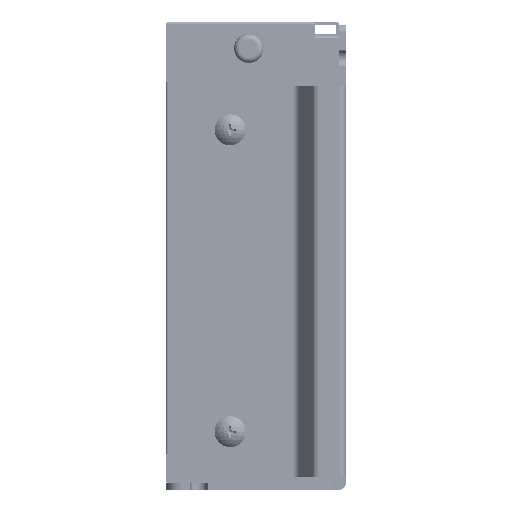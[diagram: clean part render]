
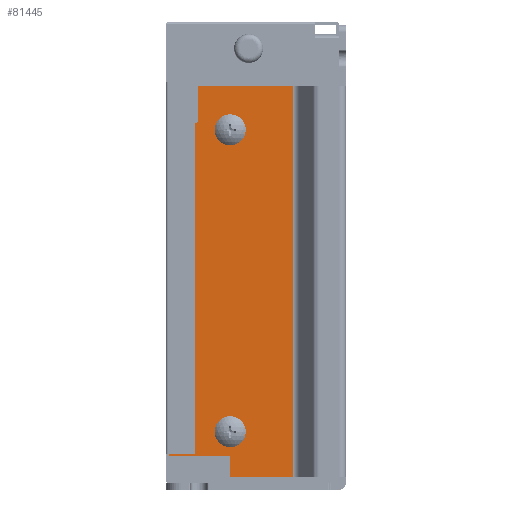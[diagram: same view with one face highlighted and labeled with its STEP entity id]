
A CAD part, front view. The second image highlights one B-rep face of the part: STEP entity #81445.
In plain terms, the highlighted planar face has unit normal (0, -1, 0).
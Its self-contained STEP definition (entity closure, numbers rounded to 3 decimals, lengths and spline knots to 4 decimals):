
#3833=FACE_BOUND('',#12867,.T.);
#3834=FACE_BOUND('',#12868,.T.);
#5658=CIRCLE('',#86933,0.06);
#5659=CIRCLE('',#86935,0.06);
#5660=CIRCLE('',#86937,0.0125);
#5661=CIRCLE('',#86940,0.0125);
#5662=CIRCLE('',#86943,0.0125);
#5663=CIRCLE('',#86946,0.0125);
#5664=CIRCLE('',#86950,0.0125);
#5665=CIRCLE('',#86952,0.0125);
#7806=FACE_OUTER_BOUND('',#12866,.T.);
#12866=EDGE_LOOP('',(#53753,#53754,#53755,#53756,#53757,#53758,#53759,#53760,
#53761,#53762,#53763,#53764,#53765,#53766));
#12867=EDGE_LOOP('',(#53767));
#12868=EDGE_LOOP('',(#53768));
#19876=LINE('',#114005,#27071);
#19880=LINE('',#114015,#27075);
#19883=LINE('',#114023,#27078);
#19886=LINE('',#114032,#27081);
#19888=LINE('',#114036,#27083);
#19890=LINE('',#114047,#27085);
#19892=LINE('',#114052,#27087);
#19893=LINE('',#114053,#27088);
#27071=VECTOR('',#94133,0.3937);
#27075=VECTOR('',#94143,0.3937);
#27078=VECTOR('',#94152,0.3937);
#27081=VECTOR('',#94161,0.3937);
#27083=VECTOR('',#94165,0.3937);
#27085=VECTOR('',#94179,0.3937);
#27087=VECTOR('',#94185,0.3937);
#27088=VECTOR('',#94186,0.3937);
#34162=VERTEX_POINT('',#113991);
#34163=VERTEX_POINT('',#113994);
#34164=VERTEX_POINT('',#113997);
#34165=VERTEX_POINT('',#113998);
#34166=VERTEX_POINT('',#114003);
#34167=VERTEX_POINT('',#114007);
#34168=VERTEX_POINT('',#114009);
#34169=VERTEX_POINT('',#114013);
#34170=VERTEX_POINT('',#114017);
#34171=VERTEX_POINT('',#114021);
#34172=VERTEX_POINT('',#114025);
#34173=VERTEX_POINT('',#114027);
#34174=VERTEX_POINT('',#114031);
#34175=VERTEX_POINT('',#114035);
#34177=VERTEX_POINT('',#114044);
#34178=VERTEX_POINT('',#114046);
#42141=EDGE_CURVE('',#34162,#34162,#5658,.T.);
#42142=EDGE_CURVE('',#34163,#34163,#5659,.T.);
#42143=EDGE_CURVE('',#34164,#34165,#5660,.T.);
#42147=EDGE_CURVE('',#34164,#34166,#19876,.T.);
#42149=EDGE_CURVE('',#34167,#34168,#5661,.T.);
#42152=EDGE_CURVE('',#34167,#34169,#19880,.T.);
#42153=EDGE_CURVE('',#34170,#34169,#5662,.T.);
#42156=EDGE_CURVE('',#34170,#34171,#19883,.T.);
#42158=EDGE_CURVE('',#34172,#34173,#5663,.T.);
#42160=EDGE_CURVE('',#34174,#34173,#19886,.T.);
#42162=EDGE_CURVE('',#34175,#34168,#19888,.T.);
#42164=EDGE_CURVE('',#34166,#34175,#5664,.T.);
#42165=EDGE_CURVE('',#34171,#34174,#5665,.T.);
#42167=EDGE_CURVE('',#34177,#34178,#19890,.T.);
#42170=EDGE_CURVE('',#34178,#34172,#19892,.T.);
#42171=EDGE_CURVE('',#34165,#34177,#19893,.T.);
#53753=ORIENTED_EDGE('',*,*,#42143,.F.);
#53754=ORIENTED_EDGE('',*,*,#42147,.T.);
#53755=ORIENTED_EDGE('',*,*,#42164,.T.);
#53756=ORIENTED_EDGE('',*,*,#42162,.T.);
#53757=ORIENTED_EDGE('',*,*,#42149,.F.);
#53758=ORIENTED_EDGE('',*,*,#42152,.T.);
#53759=ORIENTED_EDGE('',*,*,#42153,.F.);
#53760=ORIENTED_EDGE('',*,*,#42156,.T.);
#53761=ORIENTED_EDGE('',*,*,#42165,.T.);
#53762=ORIENTED_EDGE('',*,*,#42160,.T.);
#53763=ORIENTED_EDGE('',*,*,#42158,.F.);
#53764=ORIENTED_EDGE('',*,*,#42170,.F.);
#53765=ORIENTED_EDGE('',*,*,#42167,.F.);
#53766=ORIENTED_EDGE('',*,*,#42171,.F.);
#53767=ORIENTED_EDGE('',*,*,#42141,.T.);
#53768=ORIENTED_EDGE('',*,*,#42142,.T.);
#74600=PLANE('',#86956);
#81445=ADVANCED_FACE('',(#7806,#3833,#3834),#74600,.T.);
#86933=AXIS2_PLACEMENT_3D('',#113992,#94118,#94119);
#86935=AXIS2_PLACEMENT_3D('',#113995,#94122,#94123);
#86937=AXIS2_PLACEMENT_3D('',#113999,#94126,#94127);
#86940=AXIS2_PLACEMENT_3D('',#114010,#94137,#94138);
#86943=AXIS2_PLACEMENT_3D('',#114018,#94146,#94147);
#86946=AXIS2_PLACEMENT_3D('',#114028,#94156,#94157);
#86950=AXIS2_PLACEMENT_3D('',#114039,#94169,#94170);
#86952=AXIS2_PLACEMENT_3D('',#114041,#94173,#94174);
#86956=AXIS2_PLACEMENT_3D('',#114051,#94183,#94184);
#94118=DIRECTION('center_axis',(0.,1.,0.));
#94119=DIRECTION('ref_axis',(-1.,0.,0.));
#94122=DIRECTION('center_axis',(0.,1.,0.));
#94123=DIRECTION('ref_axis',(-1.,0.,0.));
#94126=DIRECTION('center_axis',(0.,1.,0.));
#94127=DIRECTION('ref_axis',(-0.707,0.,0.707));
#94133=DIRECTION('',(0.,0.,-1.));
#94137=DIRECTION('center_axis',(0.,1.,0.));
#94138=DIRECTION('ref_axis',(-0.707,0.,0.707));
#94143=DIRECTION('',(0.,0.,-1.));
#94146=DIRECTION('center_axis',(0.,1.,0.));
#94147=DIRECTION('ref_axis',(-0.707,0.,-0.707));
#94152=DIRECTION('',(1.,0.,0.));
#94156=DIRECTION('center_axis',(0.,1.,0.));
#94157=DIRECTION('ref_axis',(-0.707,0.,-0.707));
#94161=DIRECTION('',(0.,0.,-1.));
#94165=DIRECTION('',(-1.,0.,0.));
#94169=DIRECTION('center_axis',(0.,1.,0.));
#94170=DIRECTION('ref_axis',(0.,0.,-1.));
#94173=DIRECTION('center_axis',(0.,1.,0.));
#94174=DIRECTION('ref_axis',(1.,0.,0.));
#94179=DIRECTION('',(0.,0.,-1.));
#94183=DIRECTION('center_axis',(0.,-1.,0.));
#94184=DIRECTION('ref_axis',(-1.,0.,0.));
#94185=DIRECTION('',(-1.,0.,0.));
#94186=DIRECTION('',(1.,0.,0.));
#113991=CARTESIAN_POINT('',(-0.9,-7.613,-3.37));
#113992=CARTESIAN_POINT('Origin',(-0.96,-7.613,-3.37));
#113994=CARTESIAN_POINT('',(-0.9,-7.613,-0.87));
#113995=CARTESIAN_POINT('Origin',(-0.96,-7.613,-0.87));
#113997=CARTESIAN_POINT('',(-1.23,-7.613,-0.5225));
#113998=CARTESIAN_POINT('',(-1.2175,-7.613,-0.51));
#113999=CARTESIAN_POINT('Origin',(-1.2175,-7.613,-0.5225));
#114003=CARTESIAN_POINT('',(-1.23,-7.613,-0.8025));
#114005=CARTESIAN_POINT('',(-1.23,-7.613,-0.51));
#114007=CARTESIAN_POINT('',(-1.465,-7.613,-0.8275));
#114009=CARTESIAN_POINT('',(-1.4525,-7.613,-0.815));
#114010=CARTESIAN_POINT('Origin',(-1.4525,-7.613,-0.8275));
#114013=CARTESIAN_POINT('',(-1.465,-7.613,-3.5605));
#114015=CARTESIAN_POINT('',(-1.465,-7.613,-0.51));
#114017=CARTESIAN_POINT('',(-1.4525,-7.613,-3.573));
#114018=CARTESIAN_POINT('Origin',(-1.4525,-7.613,-3.5605));
#114021=CARTESIAN_POINT('',(-0.9725,-7.613,-3.573));
#114023=CARTESIAN_POINT('',(-0.937,-7.613,-3.573));
#114025=CARTESIAN_POINT('',(-0.9475,-7.613,-3.748));
#114027=CARTESIAN_POINT('',(-0.96,-7.613,-3.7355));
#114028=CARTESIAN_POINT('Origin',(-0.9475,-7.613,-3.7355));
#114031=CARTESIAN_POINT('',(-0.96,-7.613,-3.5855));
#114032=CARTESIAN_POINT('',(-0.96,-7.613,-2.0478));
#114035=CARTESIAN_POINT('',(-1.2425,-7.613,-0.815));
#114036=CARTESIAN_POINT('',(-0.8258,-7.613,-0.815));
#114039=CARTESIAN_POINT('Origin',(-1.2425,-7.613,-0.8025));
#114041=CARTESIAN_POINT('Origin',(-0.9725,-7.613,-3.5855));
#114044=CARTESIAN_POINT('',(-0.4401,-7.613,-0.51));
#114046=CARTESIAN_POINT('',(-0.4401,-7.613,-3.748));
#114047=CARTESIAN_POINT('',(-0.4401,-7.613,-0.51));
#114051=CARTESIAN_POINT('Origin',(-0.409,-7.613,-0.51));
#114052=CARTESIAN_POINT('',(-0.673,-7.613,-3.748));
#114053=CARTESIAN_POINT('',(-1.465,-7.613,-0.51));
